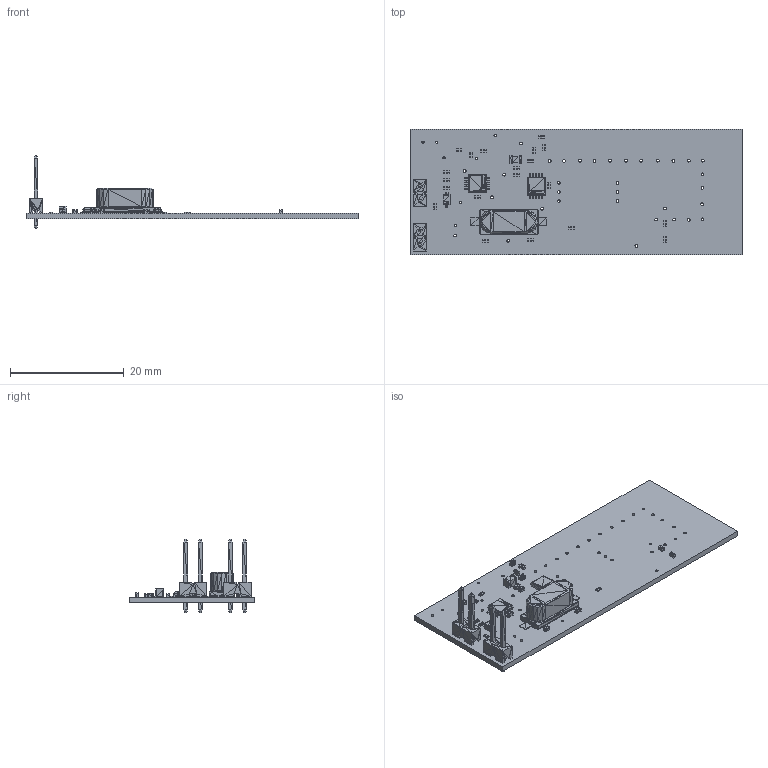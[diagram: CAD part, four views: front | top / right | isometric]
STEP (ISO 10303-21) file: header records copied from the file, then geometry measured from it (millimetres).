
FILE_DESCRIPTION(('for SolidWorks'),'2;1');
FILE_NAME('door_sensor.step','2016-11-09T12:40:28',('dimon'),(''), 'Open CASCADE STEP processor 6.6','Diptrace','Unknown');
FILE_SCHEMA(('AUTOMOTIVE_DESIGN { 1 0 10303 214 1 1 1 1 }'));
Length unit declared in the file: millimetre
Products named in the file (11): PCB; Board; cap_0805; cap_0402; sod-323; ind_0402; res_0402; msop-10; msop-8; hdr-1x2t_2.54_5x2; hc-49
Assembly tree (28 placements, depth 2):
  PCB
    Board
    cap_0805
    cap_0402  x10
    sod-323
    ind_0402  x2
    res_0402  x8
    msop-10
    msop-8
    hdr-1x2t_2.54_5x2  x2
    hc-49
Bounding box: 58.3 x 22 x 12.82 mm (x, y, z)
Volume: 1271.6 mm3; surface area: 3446.4 mm2
Topology: 1 solids, 49 shells, 5023 faces, 7605 edges, 2676 vertices
Faces by surface type: plane 4978, cylinder 45
Full cylindrical faces by diameter (mm): 0.4 x6, 0.486 x35, 1.1 x4
Entity records: 67957 total; most frequent: DIRECTION 9049, CARTESIAN_POINT 7799, ORIENTED_EDGE 7710, EDGE_CURVE 3855, LINE 3765, VECTOR 3765, AXIS2_PLACEMENT_3D 2642, FACE_BOUND 2613
